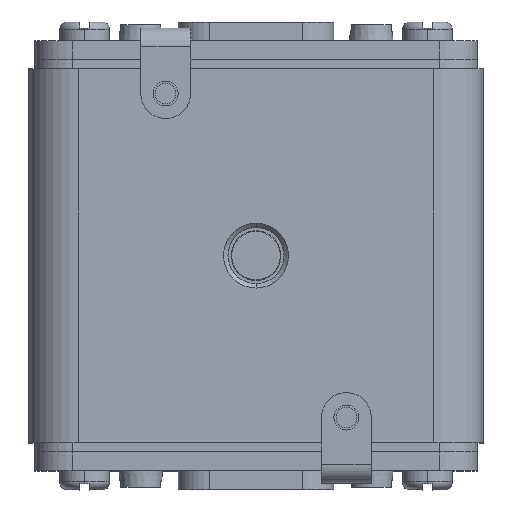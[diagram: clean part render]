
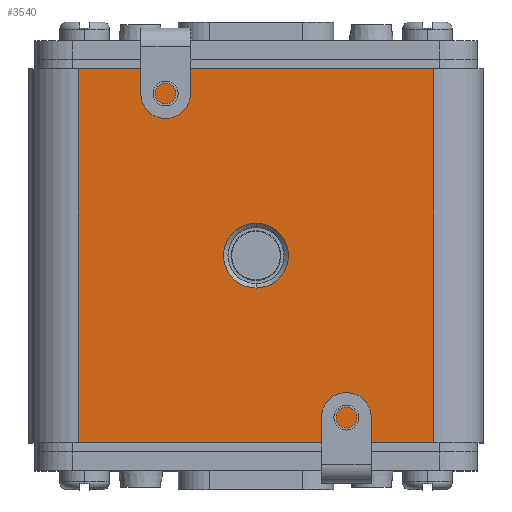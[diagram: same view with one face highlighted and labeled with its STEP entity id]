
A CAD part, top view. The second image highlights one B-rep face of the part: STEP entity #3540.
In plain terms, the highlighted face is planar.
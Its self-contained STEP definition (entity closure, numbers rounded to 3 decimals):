
#143=DIRECTION('',(-1.,0.,0.));
#144=VECTOR('',#143,57.);
#145=CARTESIAN_POINT('',(28.5,36.5,-30.));
#146=LINE('',#145,#144);
#677=DIRECTION('',(0.,0.,-1.));
#678=VECTOR('',#677,60.);
#679=CARTESIAN_POINT('',(28.5,36.5,30.));
#680=LINE('',#679,#678);
#684=DIRECTION('',(0.,0.,-1.));
#685=VECTOR('',#684,60.);
#686=CARTESIAN_POINT('',(-28.5,36.5,30.));
#687=LINE('',#686,#685);
#691=CARTESIAN_POINT('',(0.,36.5,0.));
#692=DIRECTION('',(0.,-1.,0.));
#693=DIRECTION('',(0.,0.,-1.));
#694=AXIS2_PLACEMENT_3D('',#691,#692,#693);
#699=CARTESIAN_POINT('',(0.,36.5,0.));
#700=DIRECTION('',(0.,-1.,0.));
#701=DIRECTION('',(0.,0.,1.));
#702=AXIS2_PLACEMENT_3D('',#699,#700,#701);
#760=DIRECTION('',(-1.,0.,0.));
#761=VECTOR('',#760,57.);
#762=CARTESIAN_POINT('',(28.5,36.5,30.));
#763=LINE('',#762,#761);
#2769=CARTESIAN_POINT('',(28.5,36.5,-30.));
#2771=VERTEX_POINT('',#2769);
#2775=CARTESIAN_POINT('',(28.5,36.5,30.));
#2776=VERTEX_POINT('',#2775);
#2778=CARTESIAN_POINT('',(-28.5,36.5,-30.));
#2780=VERTEX_POINT('',#2778);
#2781=CARTESIAN_POINT('',(-28.5,36.5,30.));
#2782=VERTEX_POINT('',#2781);
#3185=CARTESIAN_POINT('',(0.,36.5,-5.2));
#3186=CARTESIAN_POINT('',(0.,36.5,5.2));
#3187=VERTEX_POINT('',#3185);
#3188=VERTEX_POINT('',#3186);
#3522=CARTESIAN_POINT('',(36.5,36.5,-30.));
#3523=DIRECTION('',(0.,1.,0.));
#3524=DIRECTION('',(-1.,0.,0.));
#3525=AXIS2_PLACEMENT_3D('',#3522,#3523,#3524);
#3526=PLANE('',#3525);
#3527=ORIENTED_EDGE('',*,*,#3282,.F.);
#3529=ORIENTED_EDGE('',*,*,#3528,.T.);
#3530=ORIENTED_EDGE('',*,*,#3507,.T.);
#3531=ORIENTED_EDGE('',*,*,#3218,.F.);
#3532=EDGE_LOOP('',(#3527,#3529,#3530,#3531));
#3533=FACE_OUTER_BOUND('',#3532,.F.);
#3535=ORIENTED_EDGE('',*,*,#3534,.F.);
#3537=ORIENTED_EDGE('',*,*,#3536,.F.);
#3538=EDGE_LOOP('',(#3535,#3537));
#3539=FACE_BOUND('',#3538,.F.);
#695=CIRCLE('',#694,5.2);
#703=CIRCLE('',#702,5.2);
#3218=EDGE_CURVE('',#2771,#2780,#146,.T.);
#3282=EDGE_CURVE('',#2776,#2771,#680,.T.);
#3507=EDGE_CURVE('',#2782,#2780,#687,.T.);
#3528=EDGE_CURVE('',#2776,#2782,#763,.T.);
#3534=EDGE_CURVE('',#3187,#3188,#695,.T.);
#3536=EDGE_CURVE('',#3188,#3187,#703,.T.);
#3540=ADVANCED_FACE('',(#3533,#3539),#3526,.T.);
